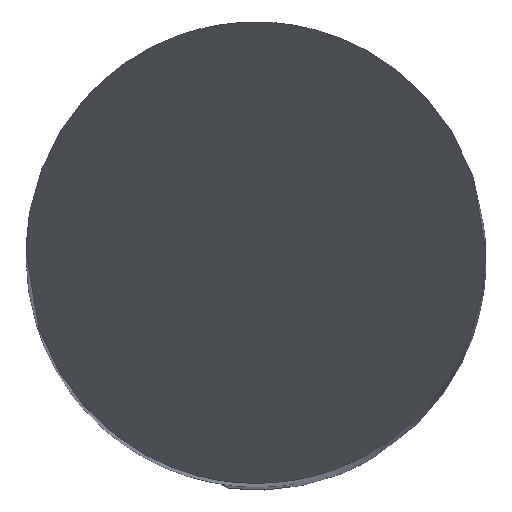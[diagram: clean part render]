
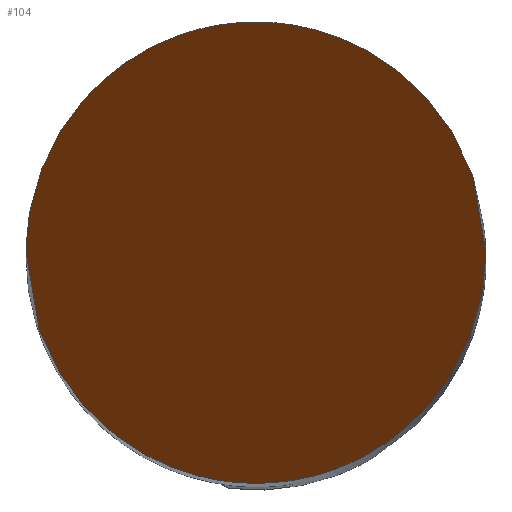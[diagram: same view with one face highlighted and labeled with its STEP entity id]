
A CAD part, top view. The second image highlights one B-rep face of the part: STEP entity #104.
In plain terms, the highlighted planar face has unit normal (0, -0.866, 0.5).
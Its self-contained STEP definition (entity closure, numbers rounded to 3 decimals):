
#54=PLANE('',#496);
#104=ADVANCED_FACE('',(#132),#54,.T.);
#132=FACE_OUTER_BOUND('',#157,.T.);
#157=EDGE_LOOP('',(#261,#262));
#261=ORIENTED_EDGE('',*,*,#402,.T.);
#262=ORIENTED_EDGE('',*,*,#365,.T.);
#325=VERTEX_POINT('',#669);
#326=VERTEX_POINT('',#670);
#365=EDGE_CURVE('',#325,#326,#443,.T.);
#402=EDGE_CURVE('',#326,#325,#449,.T.);
#443=(
BOUNDED_CURVE()
B_SPLINE_CURVE(3,(#665,#666,#667,#668),.UNSPECIFIED.,.F.,.F.)
B_SPLINE_CURVE_WITH_KNOTS((4,4),(0.,1.),.UNSPECIFIED.)
CURVE()
GEOMETRIC_REPRESENTATION_ITEM()
RATIONAL_B_SPLINE_CURVE((1.,0.333,0.333,1.))
REPRESENTATION_ITEM('')
);
#449=(
BOUNDED_CURVE()
B_SPLINE_CURVE(3,(#895,#896,#897,#898),.UNSPECIFIED.,.F.,.F.)
B_SPLINE_CURVE_WITH_KNOTS((4,4),(0.,1.),.UNSPECIFIED.)
CURVE()
GEOMETRIC_REPRESENTATION_ITEM()
RATIONAL_B_SPLINE_CURVE((1.,0.333,0.333,1.))
REPRESENTATION_ITEM('')
);
#496=AXIS2_PLACEMENT_3D('',#932,#554,#555);
#554=DIRECTION('',(0.,-0.866,0.5));
#555=DIRECTION('',(0.,0.5,0.866));
#665=CARTESIAN_POINT('',(2.5,0.,0.));
#666=CARTESIAN_POINT('',(2.5,5.,8.66));
#667=CARTESIAN_POINT('',(-2.5,5.,8.66));
#668=CARTESIAN_POINT('',(-2.5,0.,0.));
#669=CARTESIAN_POINT('',(2.5,0.,0.));
#670=CARTESIAN_POINT('',(-2.5,0.,0.));
#895=CARTESIAN_POINT('',(-2.5,0.,0.));
#896=CARTESIAN_POINT('',(-2.5,-5.,-8.66));
#897=CARTESIAN_POINT('',(2.5,-5.,-8.66));
#898=CARTESIAN_POINT('',(2.5,0.,0.));
#932=CARTESIAN_POINT('',(-68.205,2.5,4.33));
